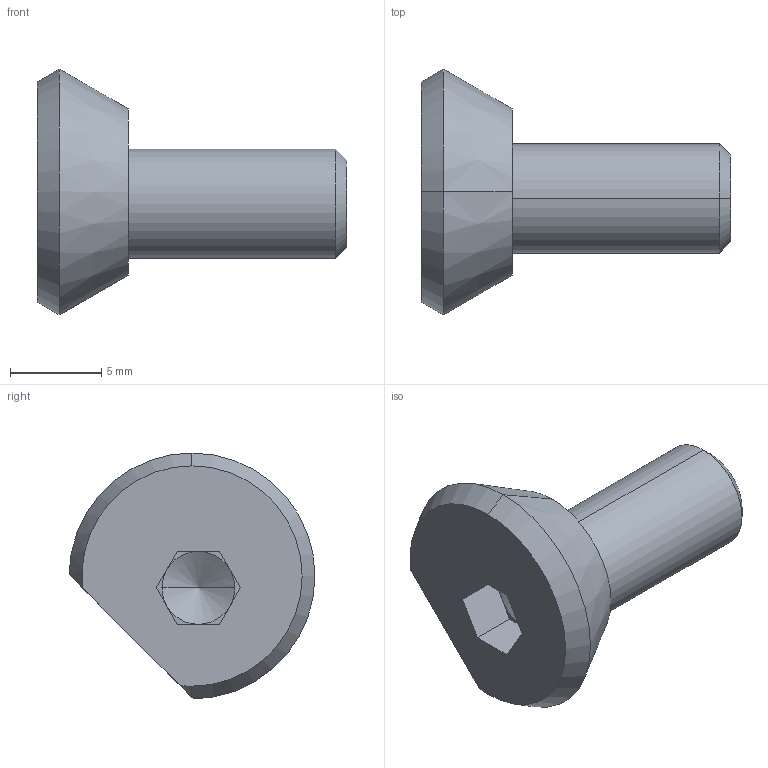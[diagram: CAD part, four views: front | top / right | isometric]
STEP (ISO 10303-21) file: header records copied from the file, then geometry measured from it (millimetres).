
FILE_DESCRIPTION(('STEP AP214'),'1');
FILE_NAME('haldern_eh_23271_0006.stp','2017-08-04T08:10:20',('TraceParts'),('TraceParts S.A.'),'Spatial InterOp 3D',' ',' ');
FILE_SCHEMA(('automotive_design'));
Length unit declared in the file: millimetre
Products named in the file (1): haldern_eh_23271_0006
Bounding box: 17 x 13.5 x 13.5 mm (x, y, z)
Volume: 807.6 mm3; surface area: 632.7 mm2
Topology: 1 solids, 1 shells, 27 faces, 63 edges, 38 vertices
Faces by surface type: plane 16, cone 9, cylinder 2
Entity records: 987 total; most frequent: CARTESIAN_POINT 137, DIRECTION 133, ORIENTED_EDGE 122, EDGE_CURVE 61, AXIS2_PLACEMENT_3D 49, VERTEX_POINT 38, LINE 35, VECTOR 35
